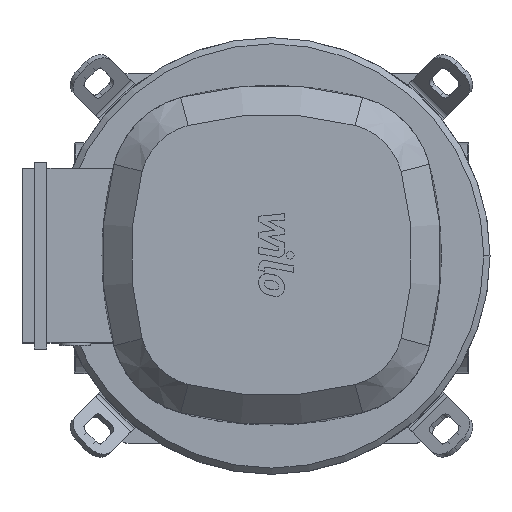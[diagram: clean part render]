
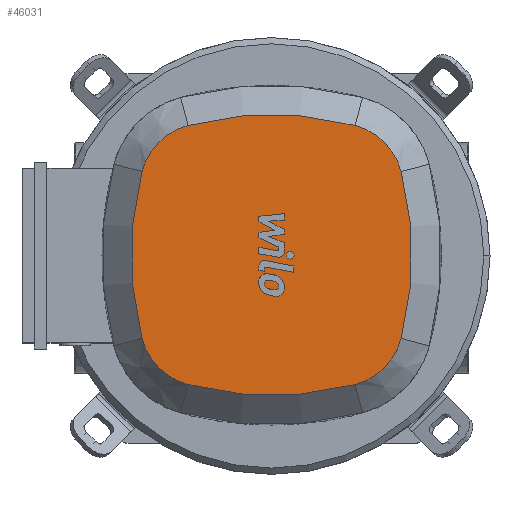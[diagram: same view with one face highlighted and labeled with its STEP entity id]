
A CAD part, top view. The second image highlights one B-rep face of the part: STEP entity #46031.
In plain terms, the highlighted planar face has unit normal (0, 0, 1).
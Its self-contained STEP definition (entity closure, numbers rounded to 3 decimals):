
#45666=CARTESIAN_POINT('',(-103.815,-66.869,1611.0));
#45667=VERTEX_POINT('',#45666);
#45685=CARTESIAN_POINT('',(-66.869,-103.815,1611.0));
#45686=VERTEX_POINT('',#45685);
#45693=CARTESIAN_POINT('',(-53.387,-53.387,1611.0));
#45694=DIRECTION('',(0.0,0.0,-1.0));
#45695=DIRECTION('',(0.0,-1.0,0.0));
#45696=AXIS2_PLACEMENT_3D('',#45693,#45694,#45695);
#45697=CIRCLE('',#45696,52.2);
#45698=EDGE_CURVE('',#45686,#45667,#45697,.T.);
#45708=CARTESIAN_POINT('',(-103.815,66.869,1611.0));
#45709=VERTEX_POINT('',#45708);
#45726=CARTESIAN_POINT('',(146.297,0.,1611.0));
#45727=DIRECTION('',(0.0,0.0,-1.));
#45728=DIRECTION('',(-0.966,0.258,0.0));
#45729=AXIS2_PLACEMENT_3D('',#45726,#45727,#45728);
#45730=CIRCLE('',#45729,258.897);
#45731=EDGE_CURVE('',#45667,#45709,#45730,.T.);
#45743=CARTESIAN_POINT('',(66.869,-103.815,1611.0));
#45744=VERTEX_POINT('',#45743);
#45751=CARTESIAN_POINT('',(0.,146.297,1611.0));
#45752=DIRECTION('',(0.0,0.0,-1.));
#45753=DIRECTION('',(-0.258,-0.966,0.0));
#45754=AXIS2_PLACEMENT_3D('',#45751,#45752,#45753);
#45755=CIRCLE('',#45754,258.897);
#45756=EDGE_CURVE('',#45744,#45686,#45755,.T.);
#45774=CARTESIAN_POINT('',(-66.869,103.815,1611.0));
#45775=VERTEX_POINT('',#45774);
#45792=CARTESIAN_POINT('',(-53.387,53.387,1611.0));
#45793=DIRECTION('',(0.0,0.0,-1.0));
#45794=DIRECTION('',(-1.0,0.0,0.0));
#45795=AXIS2_PLACEMENT_3D('',#45792,#45793,#45794);
#45796=CIRCLE('',#45795,52.2);
#45797=EDGE_CURVE('',#45709,#45775,#45796,.T.);
#45809=CARTESIAN_POINT('',(103.815,-66.869,1611.0));
#45810=VERTEX_POINT('',#45809);
#45817=CARTESIAN_POINT('',(53.387,-53.387,1611.0));
#45818=DIRECTION('',(0.0,0.0,-1.0));
#45819=DIRECTION('',(1.0,0.0,0.0));
#45820=AXIS2_PLACEMENT_3D('',#45817,#45818,#45819);
#45821=CIRCLE('',#45820,52.2);
#45822=EDGE_CURVE('',#45810,#45744,#45821,.T.);
#45840=CARTESIAN_POINT('',(66.869,103.815,1611.0));
#45841=VERTEX_POINT('',#45840);
#45858=CARTESIAN_POINT('',(0.,-146.297,1611.0));
#45859=DIRECTION('',(0.0,0.0,-1.));
#45860=DIRECTION('',(0.258,0.966,0.0));
#45861=AXIS2_PLACEMENT_3D('',#45858,#45859,#45860);
#45862=CIRCLE('',#45861,258.897);
#45863=EDGE_CURVE('',#45775,#45841,#45862,.T.);
#45875=CARTESIAN_POINT('',(103.815,66.869,1611.0));
#45876=VERTEX_POINT('',#45875);
#45883=CARTESIAN_POINT('',(-146.297,0.,1611.0));
#45884=DIRECTION('',(0.0,0.0,-1.));
#45885=DIRECTION('',(0.966,-0.258,0.0));
#45886=AXIS2_PLACEMENT_3D('',#45883,#45884,#45885);
#45887=CIRCLE('',#45886,258.897);
#45888=EDGE_CURVE('',#45876,#45810,#45887,.T.);
#45907=CARTESIAN_POINT('',(53.387,53.387,1611.0));
#45908=DIRECTION('',(0.0,0.0,-1.0));
#45909=DIRECTION('',(0.0,1.0,0.0));
#45910=AXIS2_PLACEMENT_3D('',#45907,#45908,#45909);
#45911=CIRCLE('',#45910,52.2);
#45912=EDGE_CURVE('',#45841,#45876,#45911,.T.);
#46016=CARTESIAN_POINT('',(117.404,0.,1611.0));
#46017=DIRECTION('',(0.0,0.0,1.0));
#46018=DIRECTION('',(-1.0,0.0,0.0));
#46019=AXIS2_PLACEMENT_3D('',#46016,#46017,#46018);
#46020=PLANE('',#46019);
#46021=ORIENTED_EDGE('',*,*,#45698,.F.);
#46022=ORIENTED_EDGE('',*,*,#45756,.F.);
#46023=ORIENTED_EDGE('',*,*,#45822,.F.);
#46024=ORIENTED_EDGE('',*,*,#45888,.F.);
#46025=ORIENTED_EDGE('',*,*,#45912,.F.);
#46026=ORIENTED_EDGE('',*,*,#45863,.F.);
#46027=ORIENTED_EDGE('',*,*,#45797,.F.);
#46028=ORIENTED_EDGE('',*,*,#45731,.F.);
#46029=EDGE_LOOP('',(#46021,#46022,#46023,#46024,#46025,#46026,#46027,#46028));
#46030=FACE_OUTER_BOUND('',#46029,.T.);
#46031=ADVANCED_FACE('',(#46030),#46020,.T.);
